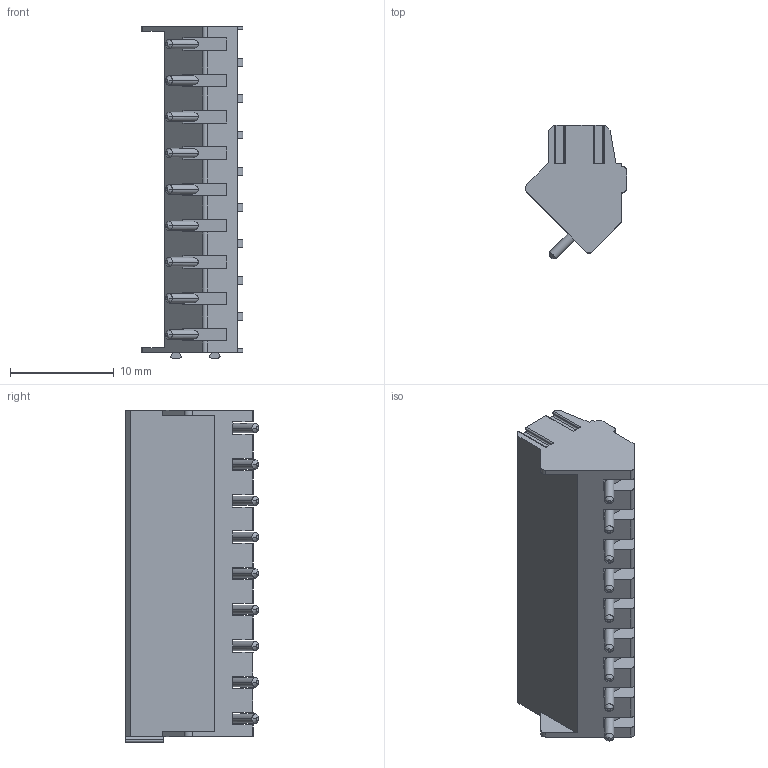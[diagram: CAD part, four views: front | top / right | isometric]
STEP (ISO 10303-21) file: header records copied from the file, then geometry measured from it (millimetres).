
FILE_DESCRIPTION((''),'2;1');
FILE_NAME('TL012A-XXP-XS','2025-04-06T',('sj'),(''),'PRO/ENGINEER BY PARAMETRIC TECHNOLOGY CORPORATION, 2013240','PRO/ENGINEER BY PARAMETRIC TECHNOLOGY CORPORATION, 2013240','');
FILE_SCHEMA(('AUTOMOTIVE_DESIGN_CC2 { 1 2 10303 214 -1 1 5 2 }'));
Length unit declared in the file: millimetre
Products named in the file (1): TL012A-XXP-XS
Bounding box: 9.81 x 12.83 x 32 mm (x, y, z)
Volume: 1839.5 mm3; surface area: 2374.5 mm2
Topology: 1 solids, 1 shells, 619 faces, 1698 edges, 1108 vertices
Faces by surface type: plane 368, cylinder 179, cone 54, torus 18
Entity records: 20085 total; most frequent: CARTESIAN_POINT 4124, ORIENTED_EDGE 3396, DIRECTION 3294, EDGE_CURVE 1698, VECTOR 1124, LINE 1124, VERTEX_POINT 1108, AXIS2_PLACEMENT_3D 1085
